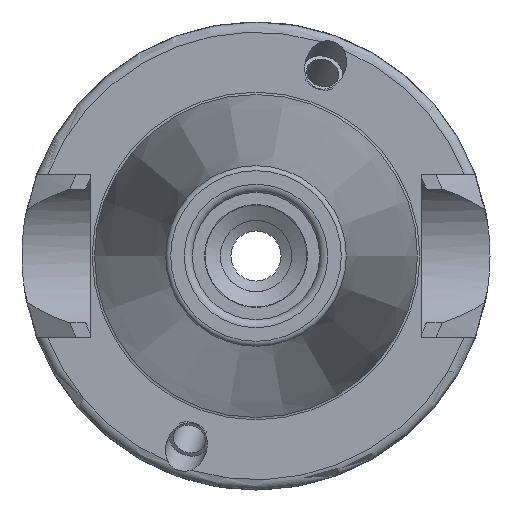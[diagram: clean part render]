
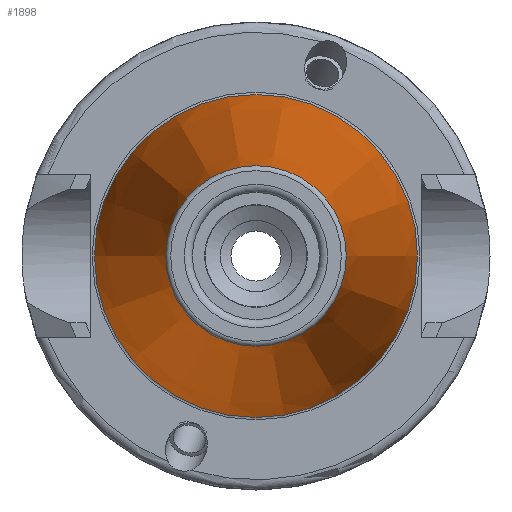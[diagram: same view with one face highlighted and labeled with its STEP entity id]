
A CAD part, left-side view. The second image highlights one B-rep face of the part: STEP entity #1898.
In plain terms, the highlighted conical face has half-angle 8.297 degrees and reference radius 12.377 mm.
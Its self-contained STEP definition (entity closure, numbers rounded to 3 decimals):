
#251=FACE_OUTER_BOUND('',#360,.T.);
#360=EDGE_LOOP('',(#1741,#1742,#1743,#1744,#1745,#1746,#1747));
#442=LINE('',#3728,#519);
#519=VECTOR('',#2827,12.377);
#675=CIRCLE('',#2189,8.879);
#676=CIRCLE('',#2190,8.879);
#677=CIRCLE('',#2191,8.879);
#679=CIRCLE('',#2194,15.875);
#680=CIRCLE('',#2195,15.875);
#883=VERTEX_POINT('',#3716);
#884=VERTEX_POINT('',#3717);
#885=VERTEX_POINT('',#3719);
#886=VERTEX_POINT('',#3724);
#887=VERTEX_POINT('',#3725);
#1175=EDGE_CURVE('',#883,#884,#675,.T.);
#1176=EDGE_CURVE('',#885,#883,#676,.T.);
#1177=EDGE_CURVE('',#884,#885,#677,.T.);
#1179=EDGE_CURVE('',#886,#887,#679,.T.);
#1180=EDGE_CURVE('',#887,#886,#680,.T.);
#1181=EDGE_CURVE('',#887,#885,#442,.T.);
#1741=ORIENTED_EDGE('',*,*,#1179,.F.);
#1742=ORIENTED_EDGE('',*,*,#1180,.F.);
#1743=ORIENTED_EDGE('',*,*,#1181,.T.);
#1744=ORIENTED_EDGE('',*,*,#1176,.T.);
#1745=ORIENTED_EDGE('',*,*,#1175,.T.);
#1746=ORIENTED_EDGE('',*,*,#1177,.T.);
#1747=ORIENTED_EDGE('',*,*,#1181,.F.);
#1805=CONICAL_SURFACE('',#2193,12.377,0.145);
#1898=ADVANCED_FACE('',(#251),#1805,.T.);
#2189=AXIS2_PLACEMENT_3D('',#3718,#2813,#2814);
#2190=AXIS2_PLACEMENT_3D('',#3720,#2815,#2816);
#2191=AXIS2_PLACEMENT_3D('',#3721,#2817,#2818);
#2193=AXIS2_PLACEMENT_3D('',#3723,#2821,#2822);
#2194=AXIS2_PLACEMENT_3D('',#3726,#2823,#2824);
#2195=AXIS2_PLACEMENT_3D('',#3727,#2825,#2826);
#2813=DIRECTION('center_axis',(1.,0.,0.));
#2814=DIRECTION('ref_axis',(0.,0.,-1.));
#2815=DIRECTION('center_axis',(1.,0.,0.));
#2816=DIRECTION('ref_axis',(0.,0.,-1.));
#2817=DIRECTION('center_axis',(1.,0.,0.));
#2818=DIRECTION('ref_axis',(0.,0.,-1.));
#2821=DIRECTION('center_axis',(1.,0.,0.));
#2822=DIRECTION('ref_axis',(0.,1.,0.));
#2823=DIRECTION('center_axis',(1.,0.,0.));
#2824=DIRECTION('ref_axis',(0.,0.,-1.));
#2825=DIRECTION('center_axis',(1.,0.,0.));
#2826=DIRECTION('ref_axis',(0.,0.,-1.));
#2827=DIRECTION('',(-0.99,0.144,0.));
#3716=CARTESIAN_POINT('',(-47.972,8.879,0.));
#3717=CARTESIAN_POINT('',(-47.972,0.,8.879));
#3718=CARTESIAN_POINT('Origin',(-47.972,0.,
0.));
#3719=CARTESIAN_POINT('',(-47.972,-8.879,0.));
#3720=CARTESIAN_POINT('Origin',(-47.972,0.,
0.));
#3721=CARTESIAN_POINT('Origin',(-47.972,0.,
0.));
#3723=CARTESIAN_POINT('Origin',(-23.986,0.,
0.));
#3724=CARTESIAN_POINT('',(0.,15.875,0.));
#3725=CARTESIAN_POINT('',(0.,-15.875,0.));
#3726=CARTESIAN_POINT('Origin',(0.,0.,
0.));
#3727=CARTESIAN_POINT('Origin',(0.,0.,
0.));
#3728=CARTESIAN_POINT('',(-23.986,-12.377,0.));
